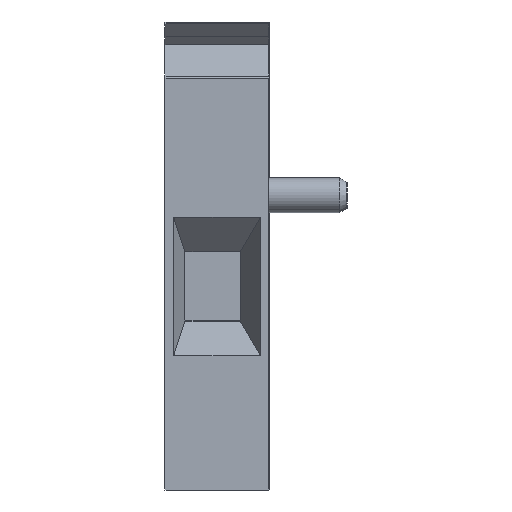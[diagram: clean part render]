
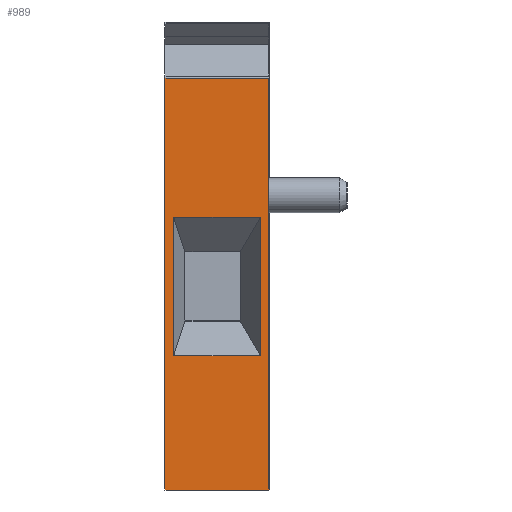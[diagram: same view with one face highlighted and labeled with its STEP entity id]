
A CAD part, left-side view. The second image highlights one B-rep face of the part: STEP entity #989.
In plain terms, the highlighted planar face has unit normal (-1, 0, 0).
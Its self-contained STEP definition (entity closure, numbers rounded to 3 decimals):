
#175=ORIENTED_EDGE('',*,*,#392,.T.);
#176=ORIENTED_EDGE('',*,*,#394,.F.);
#177=ORIENTED_EDGE('',*,*,#395,.F.);
#178=ORIENTED_EDGE('',*,*,#396,.T.);
#179=ORIENTED_EDGE('',*,*,#397,.F.);
#180=ORIENTED_EDGE('',*,*,#398,.F.);
#181=ORIENTED_EDGE('',*,*,#399,.F.);
#182=ORIENTED_EDGE('',*,*,#400,.F.);
#392=EDGE_CURVE('',#498,#497,#598,.T.);
#394=EDGE_CURVE('',#499,#497,#600,.T.);
#395=EDGE_CURVE('',#500,#499,#601,.T.);
#396=EDGE_CURVE('',#500,#498,#602,.T.);
#397=EDGE_CURVE('',#501,#502,#603,.T.);
#398=EDGE_CURVE('',#503,#501,#604,.T.);
#399=EDGE_CURVE('',#504,#503,#605,.T.);
#400=EDGE_CURVE('',#502,#504,#606,.T.);
#497=VERTEX_POINT('',#1552);
#498=VERTEX_POINT('',#1554);
#499=VERTEX_POINT('',#1558);
#500=VERTEX_POINT('',#1560);
#501=VERTEX_POINT('',#1563);
#502=VERTEX_POINT('',#1564);
#503=VERTEX_POINT('',#1566);
#504=VERTEX_POINT('',#1568);
#598=LINE('',#1553,#716);
#600=LINE('',#1557,#718);
#601=LINE('',#1559,#719);
#602=LINE('',#1561,#720);
#603=LINE('',#1562,#721);
#604=LINE('',#1565,#722);
#605=LINE('',#1567,#723);
#606=LINE('',#1569,#724);
#716=VECTOR('',#1278,1000.);
#718=VECTOR('',#1282,1000.);
#719=VECTOR('',#1283,1000.);
#720=VECTOR('',#1284,1000.);
#721=VECTOR('',#1285,1000.);
#722=VECTOR('',#1286,1000.);
#723=VECTOR('',#1287,1000.);
#724=VECTOR('',#1288,1000.);
#802=EDGE_LOOP('',(#175,#176,#177,#178));
#803=EDGE_LOOP('',(#179,#180,#181,#182));
#874=FACE_BOUND('',#802,.T.);
#875=FACE_BOUND('',#803,.T.);
#931=PLANE('',#1072);
#989=ADVANCED_FACE('',(#874,#875),#931,.T.);
#1072=AXIS2_PLACEMENT_3D('',#1556,#1280,#1281);
#1278=DIRECTION('',(0.,1.,0.));
#1280=DIRECTION('',(-1.,0.,0.));
#1281=DIRECTION('',(0.,0.,-1.));
#1282=DIRECTION('',(0.,0.,1.));
#1283=DIRECTION('',(0.,1.,0.));
#1284=DIRECTION('',(0.,0.,1.));
#1285=DIRECTION('',(0.,0.,1.));
#1286=DIRECTION('',(0.,-1.,0.));
#1287=DIRECTION('',(0.,0.,-1.));
#1288=DIRECTION('',(0.,1.,0.));
#1552=CARTESIAN_POINT('',(-13.5,-0.214,20.214));
#1553=CARTESIAN_POINT('',(-13.5,-6.214,20.214));
#1554=CARTESIAN_POINT('',(-13.5,-6.214,20.214));
#1556=CARTESIAN_POINT('',(-13.5,-6.214,-3.536));
#1557=CARTESIAN_POINT('',(-13.5,-0.214,-3.536));
#1558=CARTESIAN_POINT('',(-13.5,-0.214,-3.536));
#1559=CARTESIAN_POINT('',(-13.5,-6.214,-3.536));
#1560=CARTESIAN_POINT('',(-13.5,-6.214,-3.536));
#1561=CARTESIAN_POINT('',(-13.5,-6.214,-3.536));
#1562=CARTESIAN_POINT('',(-13.5,-5.718,6.814));
#1563=CARTESIAN_POINT('',(-13.5,-5.718,4.214));
#1564=CARTESIAN_POINT('',(-13.5,-5.718,12.214));
#1565=CARTESIAN_POINT('',(-13.5,-2.864,4.214));
#1566=CARTESIAN_POINT('',(-13.5,-0.714,4.214));
#1567=CARTESIAN_POINT('',(-13.5,-0.714,6.814));
#1568=CARTESIAN_POINT('',(-13.5,-0.714,12.214));
#1569=CARTESIAN_POINT('',(-13.5,-2.864,12.214));
